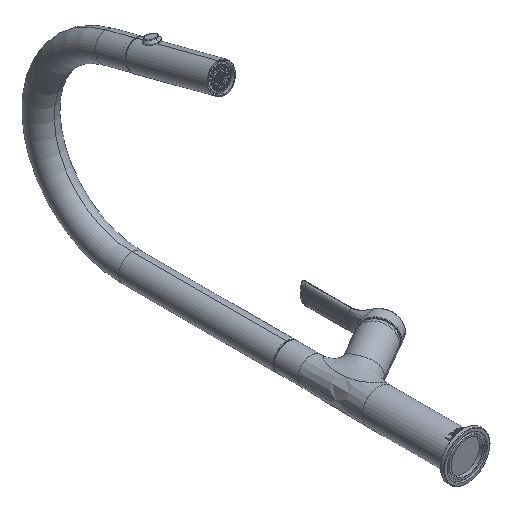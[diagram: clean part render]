
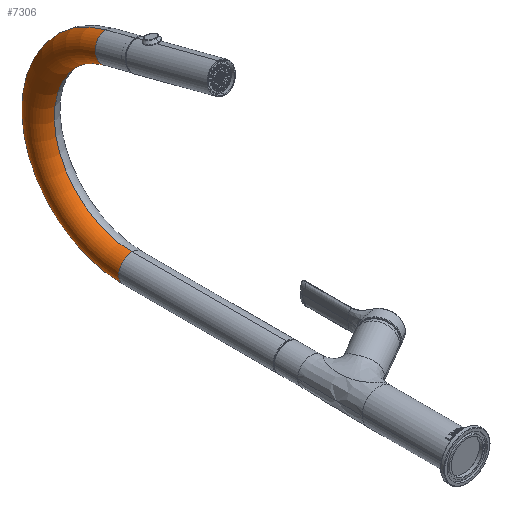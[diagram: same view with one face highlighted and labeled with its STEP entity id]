
A CAD part, isometric view. The second image highlights one B-rep face of the part: STEP entity #7306.
In plain terms, the highlighted toroidal (fillet/blend) face has major radius 95 mm and minor radius 14 mm.
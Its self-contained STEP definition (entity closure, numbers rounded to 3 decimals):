
#7099=CARTESIAN_POINT('',(95.,0.,-176.));
#7100=DIRECTION('',(0.,1.,0.));
#7101=DIRECTION('',(0.968,0.,-0.252));
#7102=AXIS2_PLACEMENT_3D('',#7099,#7100,#7101);
#7109=CARTESIAN_POINT('',(186.928,0.,-199.965));
#7110=DIRECTION('',(0.252,0.,0.968));
#7111=DIRECTION('',(0.968,0.,-0.252));
#7112=AXIS2_PLACEMENT_3D('',#7109,#7110,#7111);
#7114=CARTESIAN_POINT('',(95.,0.,-176.));
#7115=DIRECTION('',(0.,1.,0.));
#7116=DIRECTION('',(0.968,0.,-0.252));
#7117=AXIS2_PLACEMENT_3D('',#7114,#7115,#7116);
#7119=CARTESIAN_POINT('',(0.,0.,-176.));
#7120=DIRECTION('',(0.,0.,1.));
#7121=DIRECTION('',(1.,0.,0.));
#7122=AXIS2_PLACEMENT_3D('',#7119,#7120,#7121);
#7213=CARTESIAN_POINT('',(173.38,0.,-196.433));
#7214=VERTEX_POINT('',#7213);
#7215=CARTESIAN_POINT('',(200.475,0.,-203.497));
#7216=VERTEX_POINT('',#7215);
#7217=CARTESIAN_POINT('',(-14.,0.,-176.));
#7218=VERTEX_POINT('',#7217);
#7219=CARTESIAN_POINT('',(14.,0.,-176.));
#7220=VERTEX_POINT('',#7219);
#7294=CARTESIAN_POINT('',(95.,0.,-176.));
#7295=DIRECTION('',(0.,1.,0.));
#7296=DIRECTION('',(-0.968,0.,0.252));
#7297=AXIS2_PLACEMENT_3D('',#7294,#7295,#7296);
#7298=TOROIDAL_SURFACE('',#7297,95.,14.);
#7299=ORIENTED_EDGE('',*,*,#7259,.T.);
#7300=ORIENTED_EDGE('',*,*,#7289,.T.);
#7302=ORIENTED_EDGE('',*,*,#7301,.T.);
#7303=ORIENTED_EDGE('',*,*,#7285,.F.);
#7304=EDGE_LOOP('',(#7299,#7300,#7302,#7303));
#7305=FACE_OUTER_BOUND('',#7304,.F.);
#7306=ADVANCED_FACE('',(#7305),#7298,.T.);
#7103=CIRCLE('',#7102,109.);
#7113=CIRCLE('',#7112,14.);
#7118=CIRCLE('',#7117,81.);
#7123=CIRCLE('',#7122,14.);
#7259=EDGE_CURVE('',#7216,#7214,#7113,.T.);
#7285=EDGE_CURVE('',#7216,#7218,#7103,.T.);
#7289=EDGE_CURVE('',#7214,#7220,#7118,.T.);
#7301=EDGE_CURVE('',#7220,#7218,#7123,.T.);
